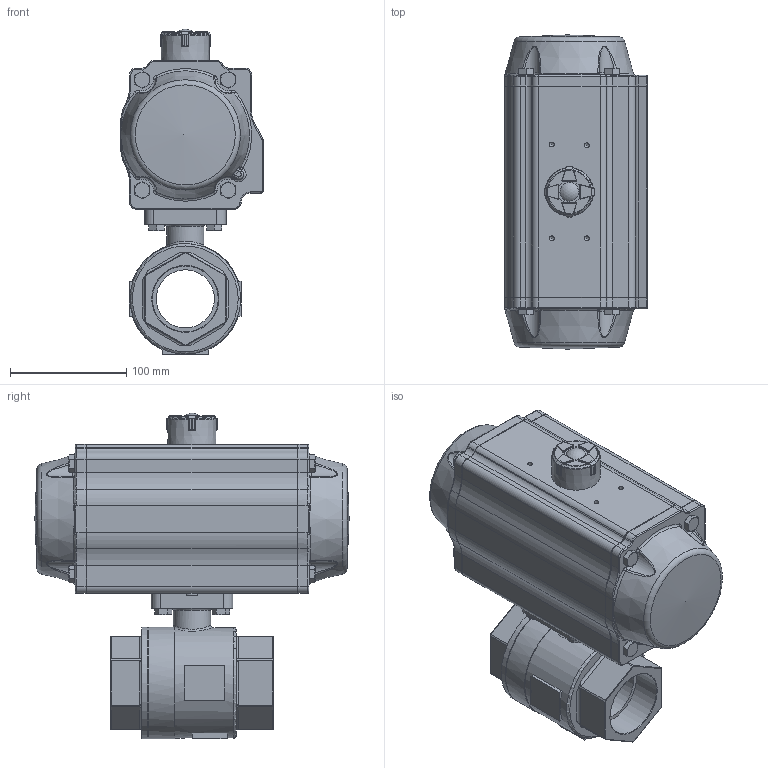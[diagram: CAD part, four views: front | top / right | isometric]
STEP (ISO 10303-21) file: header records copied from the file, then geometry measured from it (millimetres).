
FILE_DESCRIPTION(/* description */ ('Unknown','CAx-IF Rec.Pracs.---Representation and Presentation of Product Manufacturing Information (PMI)---4.0---2014-10-13','CAx-IF Rec.Pracs.---3D Tessellated Geometry---0.4---2014-09-14','2;1'),/* implementation_level */ '2;1');
FILE_NAME(/* name */ 'FR05 9768-09',/* time_stamp */ '2023-11-23T11:39:31+01:00',/* author */ ('Unknown'),/* organization */ ('Unknown'),/* preprocessor_version */ 'ST-DEVELOPER v18.102',/* originating_system */ 'Solid Edge',/* authorisation */ 'Unknown');
FILE_SCHEMA (('AP242_MANAGED_MODEL_BASED_3D_ENGINEERING_MIM_LF { 1 0 10303 442 1 1 4 }'));
Length unit declared in the file: millimetre
Products named in the file (13): FR119-8.550.050; DIN 933 M8x25 A2-70 BLK_EDST; 8.550.050; DW06_FR05_(DW160_FR119); ____; ________(___________; _____________; ______; Deckel 1; hexagon head bolts--product grade c gb_GB_FASTENER_BOLT_HHBC M8X40-N; cup head nib bolts with large head gb_GB_FASTENER_BOLT_CHNBW M6X25-N; KP-100; Deckel 2
Assembly tree (24 placements, depth 4):
  FR119-8.550.050
    DIN 933 M8x25 A2-70 BLK_EDST  x4
    8.550.050
    DW06_FR05_(DW160_FR119)
      ____
        ________(___________  x2
        _____________  x2
        ______
      Deckel 1
      hexagon head bolts--product grade c gb_GB_FASTENER_BOLT_HHBC M8X40-N  x8
      cup head nib bolts with large head gb_GB_FASTENER_BOLT_CHNBW M6X25-N
      KP-100
      Deckel 2
Bounding box: 122.5 x 270.2 x 279.81 mm (x, y, z)
Volume: 3970272.1 mm3; surface area: 323321.1 mm2
Topology: 22 solids, 23 shells, 1180 faces, 2806 edges, 1703 vertices
Faces by surface type: plane 434, cylinder 342, bspline 145, cone 137, torus 109, sphere 13
Full cylindrical faces by diameter (mm): 2.6 x2, 3 x16, 3.3 x8, 4.2 x8, 4.66 x1, 5 x1, 6 x1, 6.2 x1, 6.8 x16, 7 x4, 8 x12, 8.5 x4, 9 x4, 11.8 x2, 13 x4, 18 x1, 24.6 x2, 26.8 x1, 32 x2, 37.2 x1, 38.5 x1, 50 x1, 56.656 x2, 95 x2, 96 x2
Entity records: 31004 total; most frequent: CARTESIAN_POINT 10894, DIRECTION 3916, ORIENTED_EDGE 3748, EDGE_CURVE 1874, AXIS2_PLACEMENT_3D 1553, VERTEX_POINT 1237, FACE_BOUND 1067, EDGE_LOOP 1042
